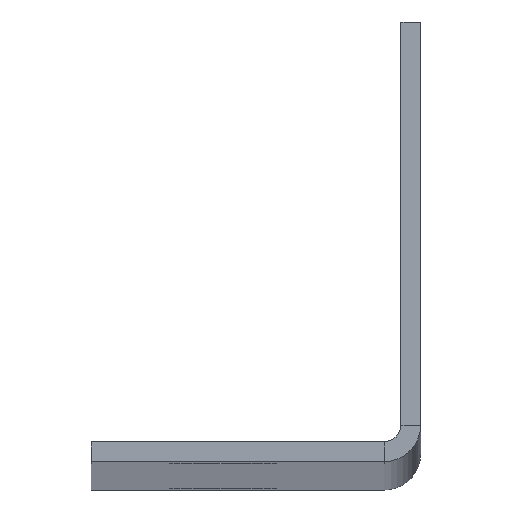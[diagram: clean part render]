
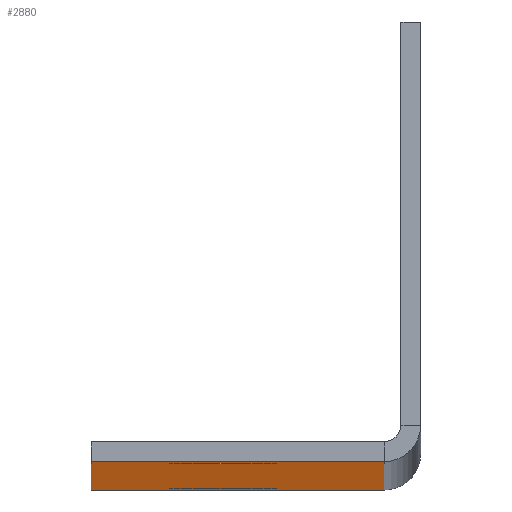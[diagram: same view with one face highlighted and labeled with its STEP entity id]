
A CAD part, top view. The second image highlights one B-rep face of the part: STEP entity #2880.
In plain terms, the highlighted planar face has unit normal (0, -1, 0).
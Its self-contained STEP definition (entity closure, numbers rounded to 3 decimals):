
#2 = ORIENTED_EDGE ( 'NONE', *, *, #2393, .T. ) ;
#27 = VERTEX_POINT ( 'NONE', #1204 ) ;
#33 = EDGE_CURVE ( 'NONE', #2022, #3291, #1312, .T. ) ;
#91 = CARTESIAN_POINT ( 'NONE',  ( 0., -1.2, 989. ) ) ;
#94 = EDGE_CURVE ( 'NONE', #883, #1289, #1840, .T. ) ;
#133 = CARTESIAN_POINT ( 'NONE',  ( 8., -1.2, 491.25 ) ) ;
#354 = EDGE_CURVE ( 'NONE', #832, #2290, #2175, .T. ) ;
#370 = CARTESIAN_POINT ( 'NONE',  ( 17.8, -1.2, 989. ) ) ;
#438 = DIRECTION ( 'NONE',  ( 0., 0., 1. ) ) ;
#471 = VERTEX_POINT ( 'NONE', #482 ) ;
#482 = CARTESIAN_POINT ( 'NONE',  ( 8., -1.2, 66.25 ) ) ;
#525 = ORIENTED_EDGE ( 'NONE', *, *, #2365, .T. ) ;
#629 = LINE ( 'NONE', #91, #2319 ) ;
#641 = VERTEX_POINT ( 'NONE', #2617 ) ;
#643 = AXIS2_PLACEMENT_3D ( 'NONE', #913, #1187, #2221 ) ;
#667 = PLANE ( 'NONE',  #643 ) ;
#694 = DIRECTION ( 'NONE',  ( 0., 1., 0. ) ) ;
#777 = DIRECTION ( 'NONE',  ( 0., 0., 1. ) ) ;
#832 = VERTEX_POINT ( 'NONE', #2466 ) ;
#883 = VERTEX_POINT ( 'NONE', #3299 ) ;
#913 = CARTESIAN_POINT ( 'NONE',  ( 0., -1.2, 989. ) ) ;
#1010 = CARTESIAN_POINT ( 'NONE',  ( 0., -1.2, 0. ) ) ;
#1030 = EDGE_LOOP ( 'NONE', ( #1335, #2866 ) ) ;
#1081 = ORIENTED_EDGE ( 'NONE', *, *, #33, .T. ) ;
#1094 = VERTEX_POINT ( 'NONE', #2870 ) ;
#1166 = FACE_BOUND ( 'NONE', #2004, .T. ) ;
#1167 = ORIENTED_EDGE ( 'NONE', *, *, #94, .T. ) ;
#1179 = CARTESIAN_POINT ( 'NONE',  ( 8., -1.2, 69.5 ) ) ;
#1187 = DIRECTION ( 'NONE',  ( 0., 1., 0. ) ) ;
#1204 = CARTESIAN_POINT ( 'NONE',  ( 8., -1.2, 72.75 ) ) ;
#1235 = ORIENTED_EDGE ( 'NONE', *, *, #2316, .F. ) ;
#1243 = VECTOR ( 'NONE', #3023, 1000. ) ;
#1251 = CARTESIAN_POINT ( 'NONE',  ( 8., -1.2, 69.5 ) ) ;
#1261 = AXIS2_PLACEMENT_3D ( 'NONE', #1431, #3273, #2267 ) ;
#1285 = ORIENTED_EDGE ( 'NONE', *, *, #2113, .T. ) ;
#1289 = VERTEX_POINT ( 'NONE', #2465 ) ;
#1312 = CIRCLE ( 'NONE', #2939, 3.25 ) ;
#1335 = ORIENTED_EDGE ( 'NONE', *, *, #2555, .T. ) ;
#1431 = CARTESIAN_POINT ( 'NONE',  ( 8., -1.2, 919.5 ) ) ;
#1450 = VECTOR ( 'NONE', #3235, 1000. ) ;
#1480 = VECTOR ( 'NONE', #2873, 1000. ) ;
#1502 = AXIS2_PLACEMENT_3D ( 'NONE', #1943, #2980, #438 ) ;
#1518 = CARTESIAN_POINT ( 'NONE',  ( 8., -1.2, 497.75 ) ) ;
#1519 = DIRECTION ( 'NONE',  ( 0., 1., 0. ) ) ;
#1553 = DIRECTION ( 'NONE',  ( 0., 1., 0. ) ) ;
#1627 = AXIS2_PLACEMENT_3D ( 'NONE', #1179, #694, #2215 ) ;
#1642 = LINE ( 'NONE', #370, #1243 ) ;
#1688 = CARTESIAN_POINT ( 'NONE',  ( 0., -1.2, 989. ) ) ;
#1701 = EDGE_CURVE ( 'NONE', #1094, #1289, #1642, .T. ) ;
#1840 = LINE ( 'NONE', #1010, #1480 ) ;
#1873 = CARTESIAN_POINT ( 'NONE',  ( 8., -1.2, 916.25 ) ) ;
#1943 = CARTESIAN_POINT ( 'NONE',  ( 8., -1.2, 494.5 ) ) ;
#2004 = EDGE_LOOP ( 'NONE', ( #2, #1081 ) ) ;
#2022 = VERTEX_POINT ( 'NONE', #133 ) ;
#2046 = CIRCLE ( 'NONE', #2800, 3.25 ) ;
#2113 = EDGE_CURVE ( 'NONE', #2290, #832, #2700, .T. ) ;
#2144 = DIRECTION ( 'NONE',  ( 1., 0., 0. ) ) ;
#2159 = EDGE_LOOP ( 'NONE', ( #2377, #1285 ) ) ;
#2175 = CIRCLE ( 'NONE', #1261, 3.25 ) ;
#2215 = DIRECTION ( 'NONE',  ( 0., 0., 1. ) ) ;
#2221 = DIRECTION ( 'NONE',  ( 0., 0., 1. ) ) ;
#2237 = DIRECTION ( 'NONE',  ( 0., 0., 1. ) ) ;
#2265 = CIRCLE ( 'NONE', #1502, 3.25 ) ;
#2267 = DIRECTION ( 'NONE',  ( 0., 0., 1. ) ) ;
#2289 = CARTESIAN_POINT ( 'NONE',  ( 8., -1.2, 494.5 ) ) ;
#2290 = VERTEX_POINT ( 'NONE', #1873 ) ;
#2316 = EDGE_CURVE ( 'NONE', #641, #1094, #629, .T. ) ;
#2319 = VECTOR ( 'NONE', #2144, 1000. ) ;
#2365 = EDGE_CURVE ( 'NONE', #641, #883, #3275, .T. ) ;
#2377 = ORIENTED_EDGE ( 'NONE', *, *, #354, .T. ) ;
#2393 = EDGE_CURVE ( 'NONE', #3291, #2022, #2265, .T. ) ;
#2465 = CARTESIAN_POINT ( 'NONE',  ( 17.8, -1.2, 0. ) ) ;
#2466 = CARTESIAN_POINT ( 'NONE',  ( 8., -1.2, 922.75 ) ) ;
#2499 = DIRECTION ( 'NONE',  ( 0., 0., 1. ) ) ;
#2553 = CIRCLE ( 'NONE', #1627, 3.25 ) ;
#2555 = EDGE_CURVE ( 'NONE', #27, #471, #2046, .T. ) ;
#2617 = CARTESIAN_POINT ( 'NONE',  ( 0., -1.2, 989. ) ) ;
#2679 = ORIENTED_EDGE ( 'NONE', *, *, #1701, .F. ) ;
#2689 = FACE_BOUND ( 'NONE', #1030, .T. ) ;
#2700 = CIRCLE ( 'NONE', #2754, 3.25 ) ;
#2749 = CARTESIAN_POINT ( 'NONE',  ( 8., -1.2, 919.5 ) ) ;
#2754 = AXIS2_PLACEMENT_3D ( 'NONE', #2749, #1553, #2499 ) ;
#2800 = AXIS2_PLACEMENT_3D ( 'NONE', #1251, #1519, #777 ) ;
#2866 = ORIENTED_EDGE ( 'NONE', *, *, #3244, .T. ) ;
#2870 = CARTESIAN_POINT ( 'NONE',  ( 17.8, -1.2, 989. ) ) ;
#2873 = DIRECTION ( 'NONE',  ( 1., 0., 0. ) ) ;
#2880 = ADVANCED_FACE ( 'NONE', ( #1166, #2689, #3293, #3239 ), #667, .F. ) ;
#2932 = EDGE_LOOP ( 'NONE', ( #1167, #2679, #1235, #525 ) ) ;
#2939 = AXIS2_PLACEMENT_3D ( 'NONE', #2289, #3320, #2237 ) ;
#2980 = DIRECTION ( 'NONE',  ( 0., 1., 0. ) ) ;
#3023 = DIRECTION ( 'NONE',  ( 0., 0., -1. ) ) ;
#3235 = DIRECTION ( 'NONE',  ( 0., 0., -1. ) ) ;
#3239 = FACE_BOUND ( 'NONE', #2159, .T. ) ;
#3244 = EDGE_CURVE ( 'NONE', #471, #27, #2553, .T. ) ;
#3273 = DIRECTION ( 'NONE',  ( 0., 1., 0. ) ) ;
#3275 = LINE ( 'NONE', #1688, #1450 ) ;
#3291 = VERTEX_POINT ( 'NONE', #1518 ) ;
#3293 = FACE_OUTER_BOUND ( 'NONE', #2932, .T. ) ;
#3299 = CARTESIAN_POINT ( 'NONE',  ( 0., -1.2, 0. ) ) ;
#3320 = DIRECTION ( 'NONE',  ( 0., 1., 0. ) ) ;
